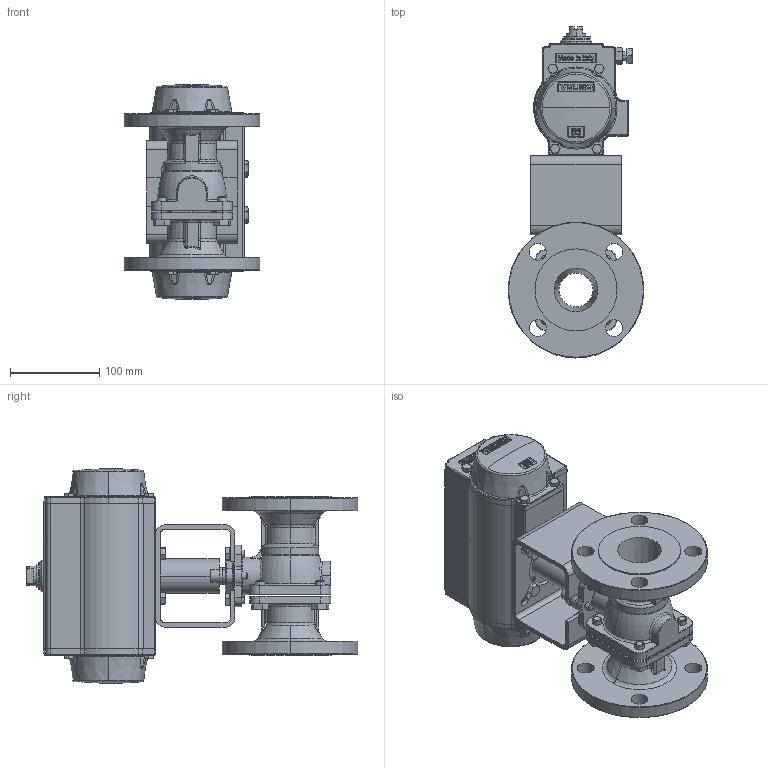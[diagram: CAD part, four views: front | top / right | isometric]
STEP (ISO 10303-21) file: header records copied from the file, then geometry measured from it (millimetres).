
FILE_DESCRIPTION (( 'STEP AP203' ), '1' );
FILE_NAME ('5801R-200_UT-2.5.STEP', '2017-11-29T20:47:57', ( '' ), ( '' ), 'SwSTEP 2.0', 'SolidWorks 2014', '' );
FILE_SCHEMA (( 'CONFIG_CONTROL_DESIGN' ));
Length unit declared in the file: inch
Products named in the file (1): 5801R-200_UT-2.5
Bounding box: 151.89 x 371.57 x 240.69 mm (x, y, z)
Surface area: 353188.7 mm2 (no closed solid volume)
Topology: 0 solids, 39 shells, 1463 faces, 4599 edges, 3055 vertices
Faces by surface type: plane 476, cylinder 348, bspline 313, cone 220, torus 76, sphere 30
Entity records: 73241 total; most frequent: CARTESIAN_POINT 35651, ORIENTED_EDGE 7663, DIRECTION 7198, EDGE_CURVE 4579, VERTEX_POINT 3055, AXIS2_PLACEMENT_3D 2724, VECTOR 1750, LINE 1750
